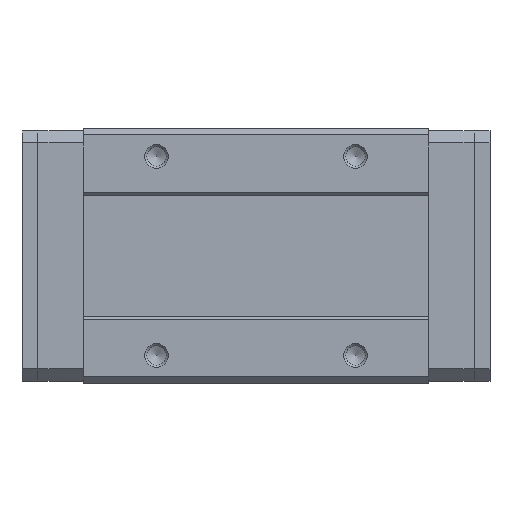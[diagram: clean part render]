
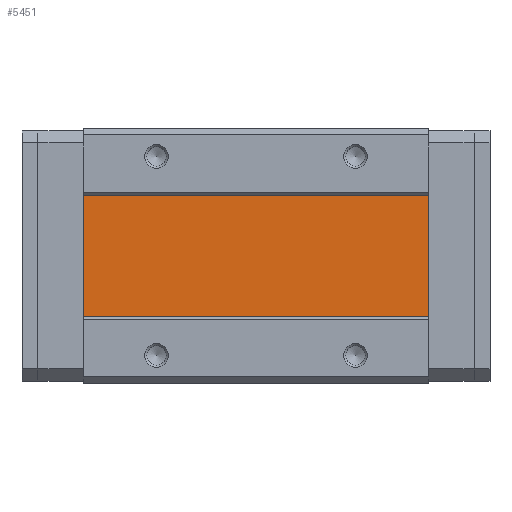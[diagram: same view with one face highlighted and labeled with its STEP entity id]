
A CAD part, top view. The second image highlights one B-rep face of the part: STEP entity #5451.
In plain terms, the highlighted planar face has unit normal (0, 0, 1).
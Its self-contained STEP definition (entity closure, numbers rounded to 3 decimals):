
#138=PLANE('',#5886);
#438=FACE_OUTER_BOUND('',#748,.T.);
#748=EDGE_LOOP('',(#3853,#3854,#3855,#3856));
#1342=LINE('',#8261,#1897);
#1343=LINE('',#8263,#1898);
#1344=LINE('',#8265,#1899);
#1345=LINE('',#8266,#1900);
#1897=VECTOR('',#6538,1.);
#1898=VECTOR('',#6539,1.);
#1899=VECTOR('',#6540,1.);
#1900=VECTOR('',#6541,1.);
#2456=VERTEX_POINT('',#8259);
#2457=VERTEX_POINT('',#8260);
#2458=VERTEX_POINT('',#8262);
#2459=VERTEX_POINT('',#8264);
#3010=EDGE_CURVE('',#2456,#2457,#1342,.T.);
#3011=EDGE_CURVE('',#2458,#2457,#1343,.T.);
#3012=EDGE_CURVE('',#2459,#2458,#1344,.T.);
#3013=EDGE_CURVE('',#2459,#2456,#1345,.T.);
#3853=ORIENTED_EDGE('',*,*,#3010,.T.);
#3854=ORIENTED_EDGE('',*,*,#3011,.F.);
#3855=ORIENTED_EDGE('',*,*,#3012,.F.);
#3856=ORIENTED_EDGE('',*,*,#3013,.T.);
#5451=ADVANCED_FACE('',(#438),#138,.T.);
#5886=AXIS2_PLACEMENT_3D('',#8258,#6536,#6537);
#6536=DIRECTION('center_axis',(0.,0.,1.));
#6537=DIRECTION('ref_axis',(1.,0.,0.));
#6538=DIRECTION('',(0.,1.,0.));
#6539=DIRECTION('',(1.,0.,0.));
#6540=DIRECTION('',(0.,1.,0.));
#6541=DIRECTION('',(1.,0.,0.));
#8258=CARTESIAN_POINT('Origin',(2.8,0.,15.6));
#8259=CARTESIAN_POINT('',(46.2,-7.6,15.6));
#8260=CARTESIAN_POINT('',(46.2,7.6,15.6));
#8261=CARTESIAN_POINT('',(46.2,0.,15.6));
#8262=CARTESIAN_POINT('',(2.8,7.6,15.6));
#8263=CARTESIAN_POINT('',(2.8,7.6,15.6));
#8264=CARTESIAN_POINT('',(2.8,-7.6,15.6));
#8265=CARTESIAN_POINT('',(2.8,0.,15.6));
#8266=CARTESIAN_POINT('',(2.8,-7.6,15.6));
